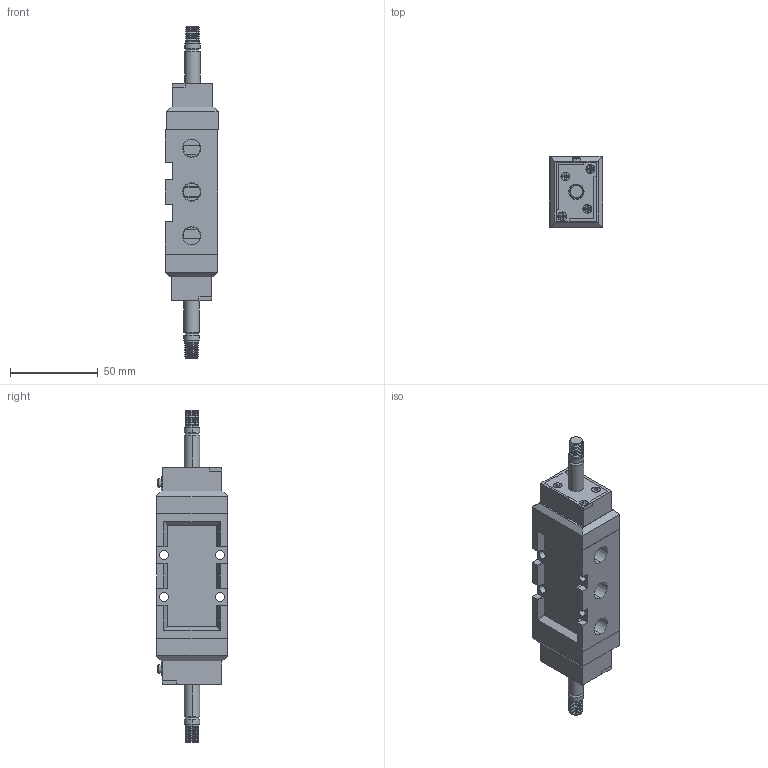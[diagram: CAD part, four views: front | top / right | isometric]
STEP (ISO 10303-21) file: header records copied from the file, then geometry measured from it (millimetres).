
FILE_DESCRIPTION (( 'STEP AP203' ), '1' );
FILE_NAME ('SN4200-IP.STEP', '2016-01-05T08:19:13', ( 'yrd8' ), ( '' ), 'SwSTEP 2.0', 'SolidWorks 2008', '' );
FILE_SCHEMA (( 'CONFIG_CONTROL_DESIGN' ));
Length unit declared in the file: millimetre
Products named in the file (4): SN4200-IP; SN4000 Body; SN4000 seme  pilot_晦獄 撲薑; SF4000 Pilot_ル遽
Assembly tree (5 placements, depth 2):
  SN4200-IP
    SN4000 seme  pilot_晦獄 撲薑  x2
    SN4000 Body
    SF4000 Pilot_ル遽  x2
Bounding box: 30.35 x 40.5 x 189.6 mm (x, y, z)
Volume: 123329.6 mm3; surface area: 34972.3 mm2
Topology: 5 solids, 5 shells, 472 faces, 1133 edges, 722 vertices
Faces by surface type: plane 278, cylinder 104, cone 90
Entity records: 8772 total; most frequent: CARTESIAN_POINT 1485, DIRECTION 1446, ORIENTED_EDGE 1380, EDGE_CURVE 690, AXIS2_PLACEMENT_3D 483, VECTOR 480, LINE 480, VERTEX_POINT 442
